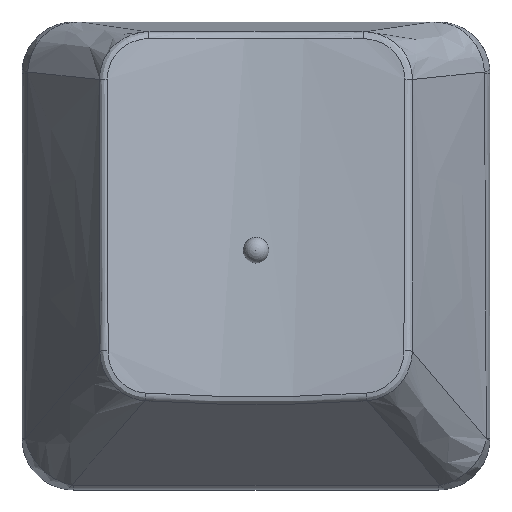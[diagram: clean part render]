
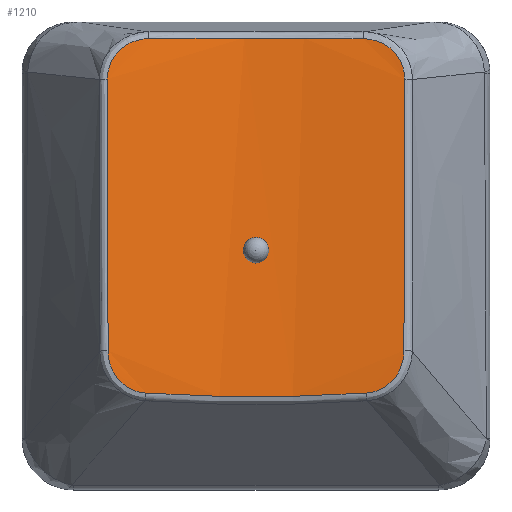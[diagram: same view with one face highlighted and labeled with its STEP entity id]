
A CAD part, top view. The second image highlights one B-rep face of the part: STEP entity #1210.
In plain terms, the highlighted free-form (B-spline) face has degree [1, 2] with [2, 3] control points.
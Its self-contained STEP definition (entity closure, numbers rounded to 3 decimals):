
#16=(
BOUNDED_SURFACE()
B_SPLINE_SURFACE(1,2,((#2765,#2766,#2767),(#2768,#2769,#2770)),
 .UNSPECIFIED.,.F.,.F.,.F.)
B_SPLINE_SURFACE_WITH_KNOTS((2,2),(3,3),(-0.223,0.201),
(-1.746,-1.396),.UNSPECIFIED.)
GEOMETRIC_REPRESENTATION_ITEM()
RATIONAL_B_SPLINE_SURFACE(((1.,0.985,1.),(1.,0.985,
1.)))
REPRESENTATION_ITEM('')
SURFACE()
);
#128=B_SPLINE_CURVE_WITH_KNOTS('',3,(#2480,#2481,#2482,#2483),
 .UNSPECIFIED.,.F.,.F.,(4,4),(0.,0.865),.UNSPECIFIED.);
#129=B_SPLINE_CURVE_WITH_KNOTS('',3,(#2516,#2517,#2518,#2519,#2520,#2521),
 .UNSPECIFIED.,.F.,.F.,(4,1,1,4),(0.,0.07,
0.14,0.245),.UNSPECIFIED.);
#130=B_SPLINE_CURVE_WITH_KNOTS('',3,(#2544,#2545,#2546,#2547),
 .UNSPECIFIED.,.F.,.F.,(4,4),(0.,1.062),
 .UNSPECIFIED.);
#132=B_SPLINE_CURVE_WITH_KNOTS('',3,(#2581,#2582,#2583,#2584,#2585),
 .UNSPECIFIED.,.F.,.F.,(4,1,4),(0.,0.109,0.255),
 .UNSPECIFIED.);
#134=B_SPLINE_CURVE_WITH_KNOTS('',3,(#2613,#2614,#2615,#2616),
 .UNSPECIFIED.,.F.,.F.,(4,4),(0.,0.841),.UNSPECIFIED.);
#136=B_SPLINE_CURVE_WITH_KNOTS('',3,(#2650,#2651,#2652,#2653,#2654),
 .UNSPECIFIED.,.F.,.F.,(4,1,4),(0.,0.146,0.255),
 .UNSPECIFIED.);
#138=B_SPLINE_CURVE_WITH_KNOTS('',3,(#2681,#2682,#2683,#2684),
 .UNSPECIFIED.,.F.,.F.,(4,4),(0.,1.062),
 .UNSPECIFIED.);
#139=B_SPLINE_CURVE_WITH_KNOTS('',3,(#2715,#2716,#2717,#2718,#2719,#2720),
 .UNSPECIFIED.,.F.,.F.,(4,1,1,4),(0.,0.105,
0.175,0.245),.UNSPECIFIED.);
#325=FACE_OUTER_BOUND('',#402,.T.);
#402=EDGE_LOOP('',(#989,#990,#991,#992,#993,#994,#995,#996));
#540=VERTEX_POINT('',#2476);
#541=VERTEX_POINT('',#2478);
#542=VERTEX_POINT('',#2514);
#543=VERTEX_POINT('',#2542);
#544=VERTEX_POINT('',#2573);
#546=VERTEX_POINT('',#2606);
#548=VERTEX_POINT('',#2642);
#550=VERTEX_POINT('',#2675);
#696=EDGE_CURVE('',#541,#540,#128,.T.);
#698=EDGE_CURVE('',#540,#542,#129,.T.);
#700=EDGE_CURVE('',#542,#543,#130,.T.);
#703=EDGE_CURVE('',#543,#544,#132,.T.);
#706=EDGE_CURVE('',#544,#546,#134,.T.);
#709=EDGE_CURVE('',#546,#548,#136,.T.);
#712=EDGE_CURVE('',#548,#550,#138,.T.);
#713=EDGE_CURVE('',#550,#541,#139,.T.);
#989=ORIENTED_EDGE('',*,*,#696,.F.);
#990=ORIENTED_EDGE('',*,*,#713,.F.);
#991=ORIENTED_EDGE('',*,*,#712,.F.);
#992=ORIENTED_EDGE('',*,*,#709,.F.);
#993=ORIENTED_EDGE('',*,*,#706,.F.);
#994=ORIENTED_EDGE('',*,*,#703,.F.);
#995=ORIENTED_EDGE('',*,*,#700,.F.);
#996=ORIENTED_EDGE('',*,*,#698,.F.);
#1210=ADVANCED_FACE('',(#325),#16,.T.);
#2476=CARTESIAN_POINT('',(-4.273,-5.333,6.457));
#2478=CARTESIAN_POINT('',(4.273,-5.333,6.457));
#2480=CARTESIAN_POINT('Ctrl Pts',(4.273,-5.333,6.457));
#2481=CARTESIAN_POINT('Ctrl Pts',(1.442,-5.52,6.118));
#2482=CARTESIAN_POINT('Ctrl Pts',(-1.442,-5.52,6.118));
#2483=CARTESIAN_POINT('Ctrl Pts',(-4.273,-5.333,6.457));
#2514=CARTESIAN_POINT('',(-5.741,-3.684,6.476));
#2516=CARTESIAN_POINT('Ctrl Pts',(-4.273,-5.333,6.457));
#2517=CARTESIAN_POINT('Ctrl Pts',(-4.502,-5.318,6.485));
#2518=CARTESIAN_POINT('Ctrl Pts',(-4.957,-5.187,6.532));
#2519=CARTESIAN_POINT('Ctrl Pts',(-5.572,-4.62,6.561));
#2520=CARTESIAN_POINT('Ctrl Pts',(-5.74,-4.032,6.519));
#2521=CARTESIAN_POINT('Ctrl Pts',(-5.741,-3.684,6.476));
#2542=CARTESIAN_POINT('',(-5.767,6.859,5.186));
#2544=CARTESIAN_POINT('Ctrl Pts',(-5.741,-3.684,6.476));
#2545=CARTESIAN_POINT('Ctrl Pts',(-5.748,-0.17,
6.046));
#2546=CARTESIAN_POINT('Ctrl Pts',(-5.757,3.344,5.616));
#2547=CARTESIAN_POINT('Ctrl Pts',(-5.767,6.859,5.186));
#2573=CARTESIAN_POINT('',(-4.155,8.426,4.753));
#2581=CARTESIAN_POINT('Ctrl Pts',(-5.767,6.859,5.186));
#2582=CARTESIAN_POINT('Ctrl Pts',(-5.768,7.221,5.142));
#2583=CARTESIAN_POINT('Ctrl Pts',(-5.471,8.066,4.984));
#2584=CARTESIAN_POINT('Ctrl Pts',(-4.634,8.42,4.814));
#2585=CARTESIAN_POINT('Ctrl Pts',(-4.155,8.426,4.753));
#2606=CARTESIAN_POINT('',(4.155,8.426,4.753));
#2613=CARTESIAN_POINT('Ctrl Pts',(-4.155,8.426,4.753));
#2614=CARTESIAN_POINT('Ctrl Pts',(-1.4,8.457,4.406));
#2615=CARTESIAN_POINT('Ctrl Pts',(1.4,8.457,4.406));
#2616=CARTESIAN_POINT('Ctrl Pts',(4.155,8.426,4.753));
#2642=CARTESIAN_POINT('',(5.767,6.859,5.186));
#2650=CARTESIAN_POINT('Ctrl Pts',(4.155,8.426,4.753));
#2651=CARTESIAN_POINT('Ctrl Pts',(4.634,8.42,4.814));
#2652=CARTESIAN_POINT('Ctrl Pts',(5.471,8.066,4.984));
#2653=CARTESIAN_POINT('Ctrl Pts',(5.768,7.221,5.142));
#2654=CARTESIAN_POINT('Ctrl Pts',(5.767,6.859,5.186));
#2675=CARTESIAN_POINT('',(5.741,-3.684,6.476));
#2681=CARTESIAN_POINT('Ctrl Pts',(5.767,6.859,5.186));
#2682=CARTESIAN_POINT('Ctrl Pts',(5.757,3.344,5.616));
#2683=CARTESIAN_POINT('Ctrl Pts',(5.748,-0.17,6.046));
#2684=CARTESIAN_POINT('Ctrl Pts',(5.741,-3.684,6.476));
#2715=CARTESIAN_POINT('Ctrl Pts',(5.741,-3.684,6.476));
#2716=CARTESIAN_POINT('Ctrl Pts',(5.74,-4.032,6.519));
#2717=CARTESIAN_POINT('Ctrl Pts',(5.572,-4.62,6.561));
#2718=CARTESIAN_POINT('Ctrl Pts',(4.957,-5.187,6.532));
#2719=CARTESIAN_POINT('Ctrl Pts',(4.502,-5.318,6.485));
#2720=CARTESIAN_POINT('Ctrl Pts',(4.273,-5.333,6.457));
#2765=CARTESIAN_POINT('Ctrl Pts',(5.767,-5.421,6.694));
#2766=CARTESIAN_POINT('Ctrl Pts',(0.,-5.542,
5.704));
#2767=CARTESIAN_POINT('Ctrl Pts',(-5.767,-5.421,6.694));
#2768=CARTESIAN_POINT('Ctrl Pts',(5.767,8.527,4.981));
#2769=CARTESIAN_POINT('Ctrl Pts',(0.,8.406,
3.992));
#2770=CARTESIAN_POINT('Ctrl Pts',(-5.767,8.527,4.981));
